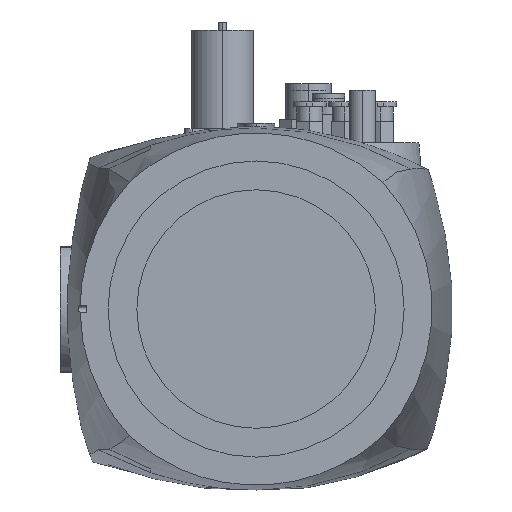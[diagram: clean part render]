
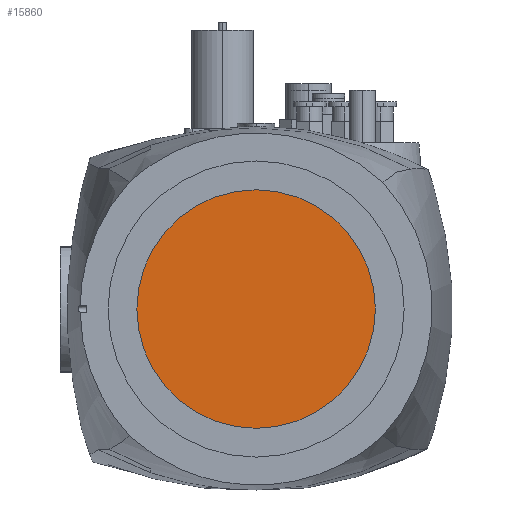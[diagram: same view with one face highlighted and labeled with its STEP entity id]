
A CAD part, left-side view. The second image highlights one B-rep face of the part: STEP entity #15860.
In plain terms, the highlighted planar face has unit normal (-1, 0, 0).
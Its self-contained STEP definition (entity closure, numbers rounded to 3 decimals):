
#4373=CARTESIAN_POINT('',(460.,0.,995.));
#4374=DIRECTION('',(-1.,0.,0.));
#4375=DIRECTION('',(0.,-1.,0.));
#4376=AXIS2_PLACEMENT_3D('',#4373,#4374,#4375);
#4378=CARTESIAN_POINT('',(460.,0.,995.));
#4379=DIRECTION('',(-1.,0.,0.));
#4380=DIRECTION('',(0.,1.,0.));
#4381=AXIS2_PLACEMENT_3D('',#4378,#4379,#4380);
#5472=CARTESIAN_POINT('',(460.,-36.25,995.));
#5473=CARTESIAN_POINT('',(460.,36.25,995.));
#5474=VERTEX_POINT('',#5472);
#5475=VERTEX_POINT('',#5473);
#15851=CARTESIAN_POINT('',(460.,0.,0.));
#15852=DIRECTION('',(-1.,0.,0.));
#15853=DIRECTION('',(0.,-1.,0.));
#15854=AXIS2_PLACEMENT_3D('',#15851,#15852,#15853);
#15855=PLANE('',#15854);
#15856=ORIENTED_EDGE('',*,*,#15831,.F.);
#15857=ORIENTED_EDGE('',*,*,#15845,.F.);
#15858=EDGE_LOOP('',(#15856,#15857));
#15859=FACE_OUTER_BOUND('',#15858,.F.);
#15860=ADVANCED_FACE('',(#15859),#15855,.T.);
#4377=CIRCLE('',#4376,36.25);
#4382=CIRCLE('',#4381,36.25);
#15831=EDGE_CURVE('',#5474,#5475,#4377,.T.);
#15845=EDGE_CURVE('',#5475,#5474,#4382,.T.);
